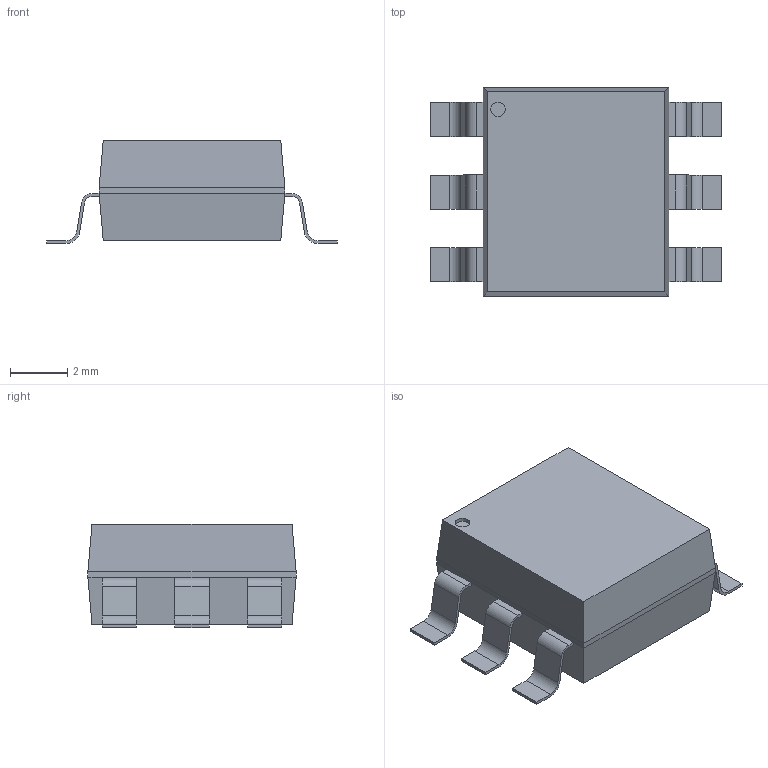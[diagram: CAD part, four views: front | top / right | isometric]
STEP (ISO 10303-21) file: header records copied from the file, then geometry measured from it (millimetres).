
FILE_DESCRIPTION((''),'2;1');
FILE_NAME('SMD-6.stp','2013-12-04T10:38:07',('yvshub'),(''),'Autodesk Inventor 2011','Autodesk Inventor 2011','');
FILE_SCHEMA(('AUTOMOTIVE_DESIGN { 1 0 10303 214 1 1 1 1 }'));
Length unit declared in the file: millimetre
Products named in the file (1): SMD-6
Bounding box: 10.16 x 7.29 x 3.61 mm (x, y, z)
Volume: 161.8 mm3; surface area: 229.1 mm2
Topology: 1 solids, 1 shells, 94 faces, 253 edges, 162 vertices
Faces by surface type: plane 69, cylinder 25
Full cylindrical faces by diameter (mm): 0.508 x1
Entity records: 2978 total; most frequent: CARTESIAN_POINT 509, ORIENTED_EDGE 504, DIRECTION 492, EDGE_CURVE 252, VECTOR 202, LINE 202, VERTEX_POINT 162, AXIS2_PLACEMENT_3D 145
